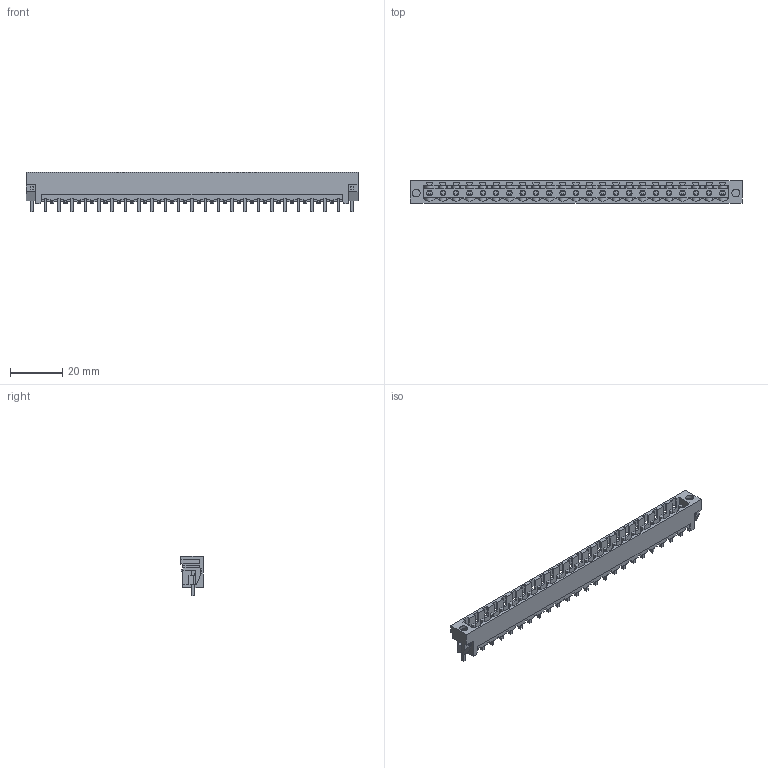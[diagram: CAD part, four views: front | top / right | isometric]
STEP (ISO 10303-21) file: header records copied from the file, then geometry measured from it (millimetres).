
FILE_DESCRIPTION(('CATIA V5 STEP Exchange','CAx-IF Rec.Pracs.--- Model Styling and Organization---1.2---2011-12-15'),'2;1');
FILE_NAME ('D1457061_0_1838650000_1838650000.stp','2018-03-31T12:33:53+00:00',('none'),('Weidmueller'),'CATIA Version 5-6 Release 2014','CATIA V5 STEP AP214','none');
FILE_SCHEMA(('AUTOMOTIVE_DESIGN { 1 0 10303 214 1 1 1 1 }'));
Length unit declared in the file: millimetre
Products named in the file (1): 1838650000
Bounding box: 126.64 x 8.43 x 15.2 mm (x, y, z)
Volume: 4544.3 mm3; surface area: 10737.8 mm2
Topology: 26 solids, 26 shells, 1413 faces, 4497 edges, 3090 vertices
Faces by surface type: plane 1163, cylinder 227, extrusion 23
Entity records: 51805 total; most frequent: CARTESIAN_POINT 11175, ORIENTED_EDGE 8994, DIRECTION 6894, EDGE_CURVE 4497, VECTOR 3660, LINE 3637, VERTEX_POINT 3090, AXIS2_PLACEMENT_3D 1844
